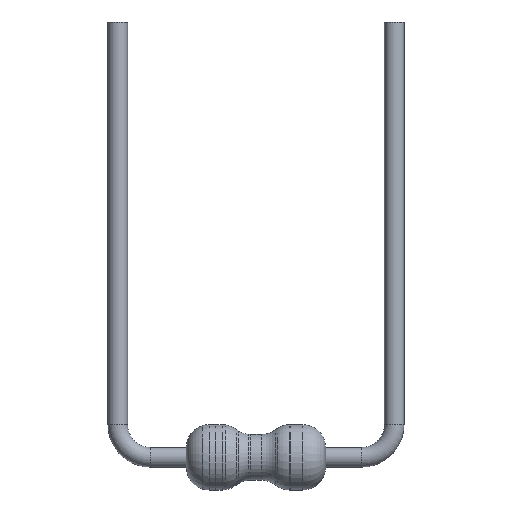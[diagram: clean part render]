
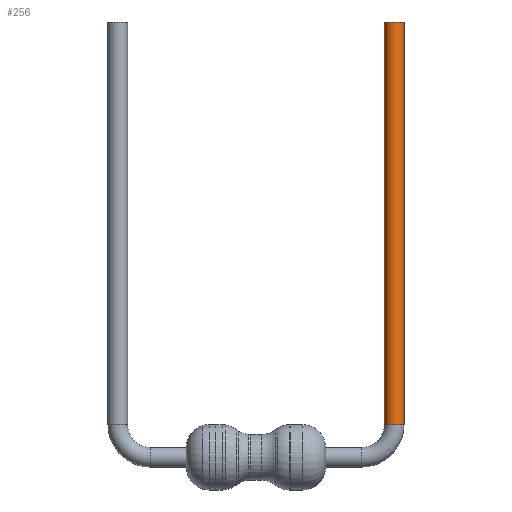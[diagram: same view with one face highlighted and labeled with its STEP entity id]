
A CAD part, front view. The second image highlights one B-rep face of the part: STEP entity #256.
In plain terms, the highlighted cylindrical face has radius 0.225 mm (diameter 0.45 mm), a partial arc.
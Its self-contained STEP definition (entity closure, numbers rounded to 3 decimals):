
#30 = EDGE_CURVE ( 'NONE', #32, #186, #457, .T. ) ;
#32 = VERTEX_POINT ( 'NONE', #398 ) ;
#66 = EDGE_LOOP ( 'NONE', ( #72, #266, #255, #73 ) ) ;
#67 = EDGE_CURVE ( 'NONE', #86, #80, #677, .T. ) ;
#71 = EDGE_CURVE ( 'NONE', #186, #80, #662, .T. ) ;
#72 = ORIENTED_EDGE ( 'NONE', *, *, #82, .F. ) ;
#73 = ORIENTED_EDGE ( 'NONE', *, *, #67, .F. ) ;
#80 = VERTEX_POINT ( 'NONE', #823 ) ;
#82 = EDGE_CURVE ( 'NONE', #32, #86, #813, .T. ) ;
#86 = VERTEX_POINT ( 'NONE', #808 ) ;
#186 = VERTEX_POINT ( 'NONE', #880 ) ;
#255 = ORIENTED_EDGE ( 'NONE', *, *, #71, .T. ) ;
#256 = ADVANCED_FACE ( 'NONE', ( #1211 ), #1229, .T. ) ;
#266 = ORIENTED_EDGE ( 'NONE', *, *, #30, .T. ) ;
#398 = CARTESIAN_POINT ( 'NONE',  ( 6.125, 0., 0.75 ) ) ;
#457 = CIRCLE ( 'NONE', #508, 0.225 ) ;
#504 = DIRECTION ( 'NONE',  ( 1., 0., 0. ) ) ;
#505 = DIRECTION ( 'NONE',  ( 0., 0., 1. ) ) ;
#508 = AXIS2_PLACEMENT_3D ( 'NONE', #513, #505, #504 ) ;
#513 = CARTESIAN_POINT ( 'NONE',  ( 6.35, 0., 0.75 ) ) ;
#596 = AXIS2_PLACEMENT_3D ( 'NONE', #675, #674, #673 ) ;
#658 = DIRECTION ( 'NONE',  ( 0., 0., 1. ) ) ;
#659 = VECTOR ( 'NONE', #658, 1000. ) ;
#660 = CARTESIAN_POINT ( 'NONE',  ( 6.575, 0., 0.75 ) ) ;
#662 = LINE ( 'NONE', #660, #659 ) ;
#673 = DIRECTION ( 'NONE',  ( 1., 0., 0. ) ) ;
#674 = DIRECTION ( 'NONE',  ( 0., 0., 1. ) ) ;
#675 = CARTESIAN_POINT ( 'NONE',  ( 6.35, 0., 10. ) ) ;
#677 = CIRCLE ( 'NONE', #596, 0.225 ) ;
#808 = CARTESIAN_POINT ( 'NONE',  ( 6.125, 0., 10. ) ) ;
#810 = DIRECTION ( 'NONE',  ( 0., 0., 1. ) ) ;
#811 = VECTOR ( 'NONE', #810, 1000. ) ;
#812 = CARTESIAN_POINT ( 'NONE',  ( 6.125, 0., 0.75 ) ) ;
#813 = LINE ( 'NONE', #812, #811 ) ;
#823 = CARTESIAN_POINT ( 'NONE',  ( 6.575, 0., 10. ) ) ;
#880 = CARTESIAN_POINT ( 'NONE',  ( 6.575, 0., 0.75 ) ) ;
#1165 = DIRECTION ( 'NONE',  ( 0., 0., 1. ) ) ;
#1205 = DIRECTION ( 'NONE',  ( 1., 0., 0. ) ) ;
#1208 = AXIS2_PLACEMENT_3D ( 'NONE', #1227, #1165, #1205 ) ;
#1211 = FACE_OUTER_BOUND ( 'NONE', #66, .T. ) ;
#1227 = CARTESIAN_POINT ( 'NONE',  ( 6.35, 0., 0.75 ) ) ;
#1229 = CYLINDRICAL_SURFACE ( 'NONE', #1208, 0.225 ) ;
